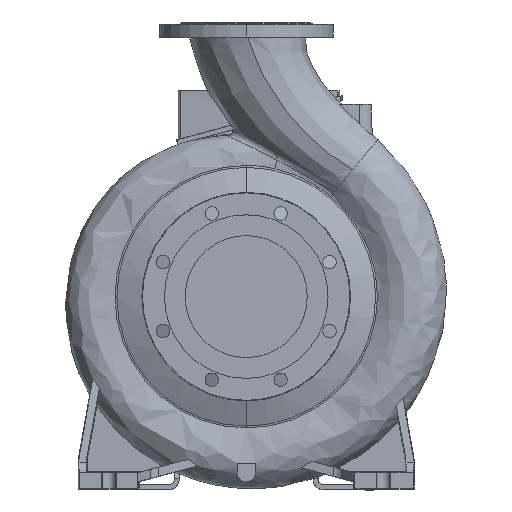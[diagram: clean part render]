
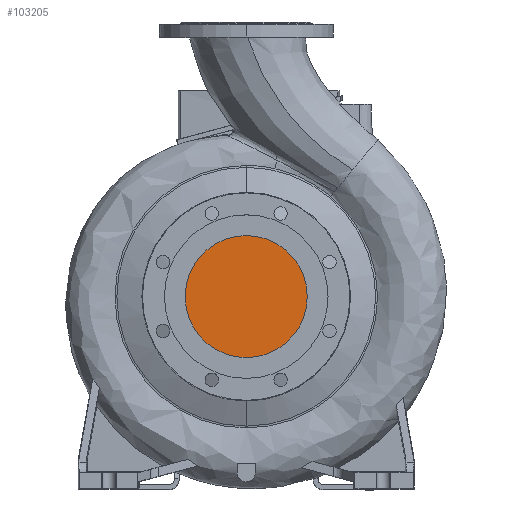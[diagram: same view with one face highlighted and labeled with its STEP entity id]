
A CAD part, top view. The second image highlights one B-rep face of the part: STEP entity #103205.
In plain terms, the highlighted face is planar.
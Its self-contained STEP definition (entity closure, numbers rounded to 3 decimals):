
#3501 = PLANE ( 'NONE',  #157772 ) ;
#11818 = AXIS2_PLACEMENT_3D ( 'NONE', #55711, #110866, #29459 ) ;
#17306 = CIRCLE ( 'NONE', #40446, 100. ) ;
#29370 = CARTESIAN_POINT ( 'NONE',  ( 140., -100., 0. ) ) ;
#29459 = DIRECTION ( 'NONE',  ( 0., 1., 0. ) ) ;
#40446 = AXIS2_PLACEMENT_3D ( 'NONE', #65361, #93381, #82501 ) ;
#45976 = DIRECTION ( 'NONE',  ( 1., 0., 0. ) ) ;
#46261 = EDGE_LOOP ( 'NONE', ( #126355, #174868 ) ) ;
#53883 = EDGE_CURVE ( 'NONE', #77939, #159240, #17306, .T. ) ;
#55711 = CARTESIAN_POINT ( 'NONE',  ( 140., 0., 0. ) ) ;
#56911 = FACE_OUTER_BOUND ( 'NONE', #46261, .T. ) ;
#65361 = CARTESIAN_POINT ( 'NONE',  ( 140., 0., 0. ) ) ;
#73128 = DIRECTION ( 'NONE',  ( 0., 0., -1. ) ) ;
#77939 = VERTEX_POINT ( 'NONE', #93773 ) ;
#82501 = DIRECTION ( 'NONE',  ( 0., 1., 0. ) ) ;
#93381 = DIRECTION ( 'NONE',  ( 1., 0., 0. ) ) ;
#93773 = CARTESIAN_POINT ( 'NONE',  ( 140., 100., 0. ) ) ;
#97320 = EDGE_CURVE ( 'NONE', #159240, #77939, #98460, .T. ) ;
#98460 = CIRCLE ( 'NONE', #11818, 100. ) ;
#103205 = ADVANCED_FACE ( 'NONE', ( #56911 ), #3501, .T. ) ;
#110866 = DIRECTION ( 'NONE',  ( 1., 0., 0. ) ) ;
#126355 = ORIENTED_EDGE ( 'NONE', *, *, #53883, .T. ) ;
#140107 = CARTESIAN_POINT ( 'NONE',  ( 140., -120., 120. ) ) ;
#157772 = AXIS2_PLACEMENT_3D ( 'NONE', #140107, #45976, #73128 ) ;
#159240 = VERTEX_POINT ( 'NONE', #29370 ) ;
#174868 = ORIENTED_EDGE ( 'NONE', *, *, #97320, .T. ) ;
